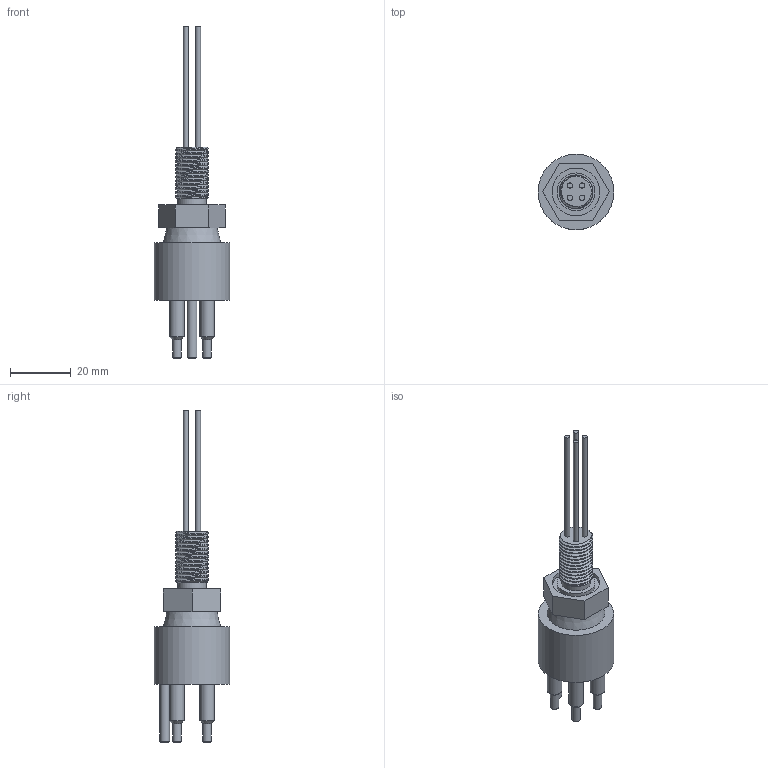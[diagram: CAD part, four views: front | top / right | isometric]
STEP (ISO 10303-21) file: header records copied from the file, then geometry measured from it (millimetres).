
FILE_DESCRIPTION(/* description */ (''),/* implementation_level */ '2;1');
FILE_NAME(/* name */ 'BH4M.stp',/* time_stamp */ '2014-11-20T15:16:52+01:00',/* author */ ('sh'),/* organization */ (''),/* preprocessor_version */ 'ST-DEVELOPER v15.2',/* originating_system */ 'Autodesk Inventor 2014',/* authorisation */ '');
FILE_SCHEMA (('AUTOMOTIVE_DESIGN { 1 0 10303 214 3 1 1 }'));
Length unit declared in the file: millimetre
Products named in the file (1): BH4M
Bounding box: 25 x 25 x 109.5 mm (x, y, z)
Volume: 16027.6 mm3; surface area: 6665.6 mm2
Topology: 2 solids, 2 shells, 130 faces, 311 edges, 202 vertices
Faces by surface type: plane 67, bspline 33, cylinder 18, cone 12
Full cylindrical faces by diameter (mm): 1.7 x4, 2.8 x4, 3.2 x1, 4.8 x4, 9.555 x1, 12.5 x1, 15.7 x1, 25 x1
Entity records: 6176 total; most frequent: CARTESIAN_POINT 3304, ORIENTED_EDGE 562, DIRECTION 447, EDGE_CURVE 281, VERTEX_POINT 200, EDGE_LOOP 175, LINE 163, VECTOR 163
